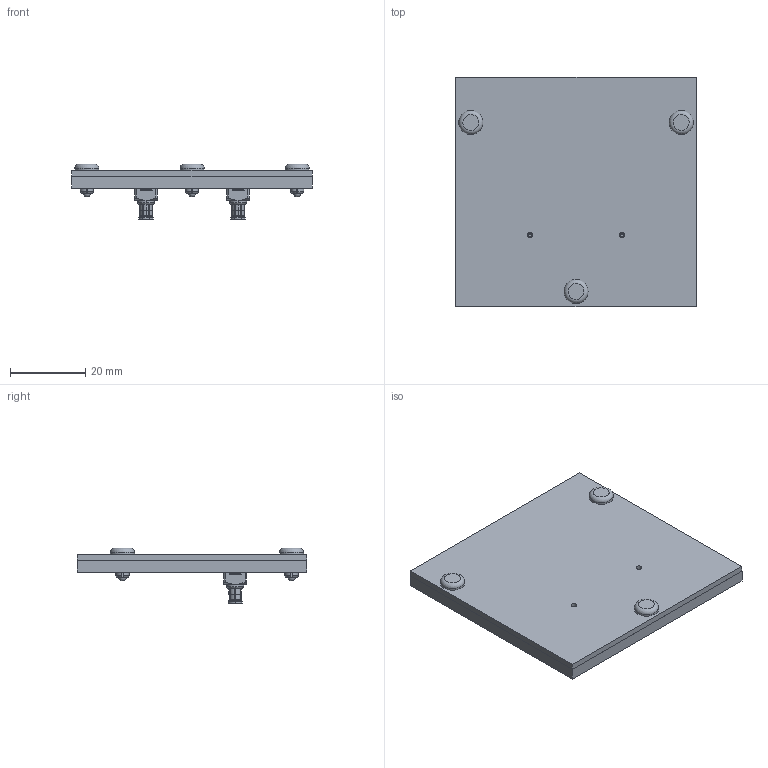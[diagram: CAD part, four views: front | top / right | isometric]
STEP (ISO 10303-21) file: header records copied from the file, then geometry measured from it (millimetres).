
FILE_DESCRIPTION(('Open CASCADE Model'),'2;1');
FILE_NAME('Open CASCADE Shape Model','2020-04-30T14:03:09',('Author'),( 'Open CASCADE'),'Open CASCADE STEP processor 6.8','Open CASCADE 6.8' ,'Unknown');
FILE_SCHEMA(('AUTOMOTIVE_DESIGN { 1 0 10303 214 1 1 1 1 }'));
Length unit declared in the file: millimetre
Products named in the file (12): PCB; Board; Open CASCADE STEP translator 6.8 3.1.1; J2; RSP-199156-01_RGB49087; J1; Free-Models; UU-PCBA-MANT-PAT-AA; Open_CASCADE_STEP_translator_6.8_2.1.1; keystone-PN3444_key-inserted_RGB4408131
Assembly tree (14 placements, depth 5):
  PCB
    Board
      Open CASCADE STEP translator 6.8 3.1.1
    J2
      RSP-199156-01_RGB49087
    J1
      RSP-199156-01_RGB49087
    Free-Models
      UU-PCBA-MANT-PAT-AA
        Board
          Open_CASCADE_STEP_translator_6.8_2.1.1
        Free-Models
          keystone-PN3444_key-inserted_RGB4408131  x3
Bounding box: 64 x 61 x 14.81 mm (x, y, z)
Volume: 18981.1 mm3; surface area: 18804.9 mm2
Topology: 16 solids, 16 shells, 568 faces, 1540 edges, 1019 vertices
Faces by surface type: plane 315, cylinder 133, cone 95, torus 22, sphere 3
Full cylindrical faces by diameter (mm): 1.2 x2, 1.4 x8, 1.5 x2, 1.93 x6, 3.505 x3, 3.66 x6, 4.978 x3, 6.401 x3
Entity records: 12332 total; most frequent: CARTESIAN_POINT 2646, ORIENTED_EDGE 1518, DIRECTION 1432, EDGE_CURVE 759, AXIS2_PLACEMENT_3D 542, VERTEX_POINT 501, LINE 348, VECTOR 348
